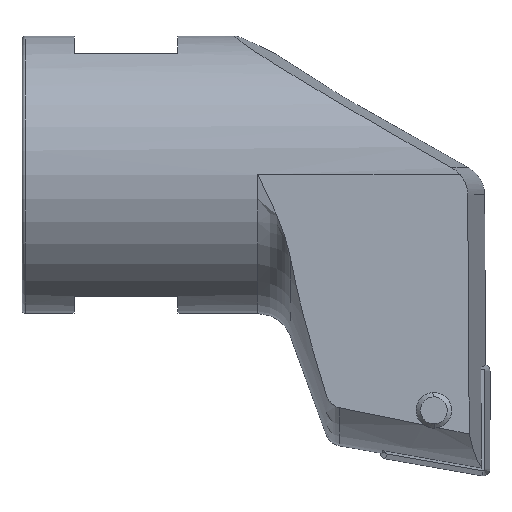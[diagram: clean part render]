
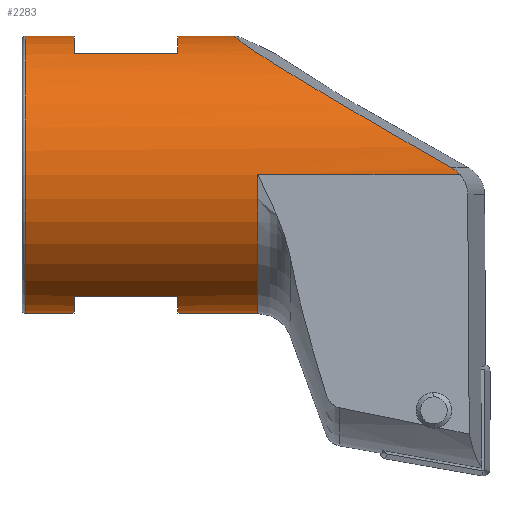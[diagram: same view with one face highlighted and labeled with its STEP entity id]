
A CAD part, front view. The second image highlights one B-rep face of the part: STEP entity #2283.
In plain terms, the highlighted cylindrical face has radius 8 mm (diameter 16 mm), a partial arc.
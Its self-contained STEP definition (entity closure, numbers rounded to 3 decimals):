
#141 = DIRECTION ( 'NONE',  ( 1., 0., 0. ) ) ;
#196 = CARTESIAN_POINT ( 'NONE',  ( -1.719, -8., 17.375 ) ) ;
#199 = ORIENTED_EDGE ( 'NONE', *, *, #2395, .F. ) ;
#236 = CARTESIAN_POINT ( 'NONE',  ( -18., 0., 25.375 ) ) ;
#237 = CARTESIAN_POINT ( 'NONE',  ( -2.204, -7.99, 17.774 ) ) ;
#241 = VERTEX_POINT ( 'NONE', #4440 ) ;
#249 = DIRECTION ( 'NONE',  ( 1., 0., 0. ) ) ;
#253 = B_SPLINE_CURVE_WITH_KNOTS ( 'NONE', 3,
 ( #196, #3953, #853, #1254 ),
 .UNSPECIFIED., .F., .F.,
 ( 4, 4 ),
 ( 0., 0.001 ),
 .UNSPECIFIED. ) ;
#272 = ORIENTED_EDGE ( 'NONE', *, *, #2055, .T. ) ;
#286 = ORIENTED_EDGE ( 'NONE', *, *, #515, .T. ) ;
#298 = ORIENTED_EDGE ( 'NONE', *, *, #2338, .F. ) ;
#308 = EDGE_CURVE ( 'NONE', #1980, #4031, #3157, .T. ) ;
#313 =( BOUNDED_CURVE ( )  B_SPLINE_CURVE ( 3, ( #1505, #1890, #3576, #1197 ),
 .UNSPECIFIED., .F., .T. ) 
 B_SPLINE_CURVE_WITH_KNOTS ( ( 4, 4 ),
 ( 6.214, 7.735 ),
 .UNSPECIFIED. ) 
 CURVE ( )  GEOMETRIC_REPRESENTATION_ITEM ( )  RATIONAL_B_SPLINE_CURVE ( ( 1., 0.816, 0.816, 1. ) ) 
 REPRESENTATION_ITEM ( '' )  );
#448 = EDGE_CURVE ( 'NONE', #4224, #4283, #253, .T. ) ;
#515 = EDGE_CURVE ( 'NONE', #1738, #4430, #2502, .T. ) ;
#527 = CARTESIAN_POINT ( 'NONE',  ( -52.034, -8., 17.375 ) ) ;
#636 = EDGE_CURVE ( 'NONE', #1913, #4031, #2017, .T. ) ;
#665 = CYLINDRICAL_SURFACE ( 'NONE', #3744, 8. ) ;
#673 = DIRECTION ( 'NONE',  ( 1., 0., 0. ) ) ;
#678 = CARTESIAN_POINT ( 'NONE',  ( -13.4, 0., 17.375 ) ) ;
#682 = DIRECTION ( 'NONE',  ( 0., 0., 1. ) ) ;
#781 = VECTOR ( 'NONE', #3816, 1000. ) ;
#803 = CARTESIAN_POINT ( 'NONE',  ( -18., 0., 17.375 ) ) ;
#853 = CARTESIAN_POINT ( 'NONE',  ( -2.019, -7.995, 17.669 ) ) ;
#877 = EDGE_CURVE ( 'NONE', #4224, #3016, #888, .T. ) ;
#888 = LINE ( 'NONE', #527, #4014 ) ;
#936 = DIRECTION ( 'NONE',  ( 1., 0., 0. ) ) ;
#940 = VERTEX_POINT ( 'NONE', #236 ) ;
#980 = CARTESIAN_POINT ( 'NONE',  ( -18., 0., 17.375 ) ) ;
#1046 = EDGE_CURVE ( 'NONE', #241, #1718, #3041, .T. ) ;
#1113 = EDGE_LOOP ( 'NONE', ( #3879, #4337, #1151, #3245, #1455, #1314, #199, #2405, #1944, #272, #1137, #298, #286, #3486, #3408 ) ) ;
#1137 = ORIENTED_EDGE ( 'NONE', *, *, #1200, .T. ) ;
#1151 = ORIENTED_EDGE ( 'NONE', *, *, #877, .F. ) ;
#1182 = VERTEX_POINT ( 'NONE', #1194 ) ;
#1184 = CARTESIAN_POINT ( 'NONE',  ( -26.8, 0., 25.375 ) ) ;
#1190 = CARTESIAN_POINT ( 'NONE',  ( -18., -3.873, 24.375 ) ) ;
#1194 = CARTESIAN_POINT ( 'NONE',  ( -14.685, 0., 25.375 ) ) ;
#1197 = CARTESIAN_POINT ( 'NONE',  ( -2.204, -7.99, 17.774 ) ) ;
#1200 = EDGE_CURVE ( 'NONE', #2112, #2871, #1907, .T. ) ;
#1248 = DIRECTION ( 'NONE',  ( -1., 0., 0. ) ) ;
#1254 = CARTESIAN_POINT ( 'NONE',  ( -2.204, -7.99, 17.774 ) ) ;
#1294 = CARTESIAN_POINT ( 'NONE',  ( -1.719, -8., 17.375 ) ) ;
#1295 = DIRECTION ( 'NONE',  ( -1., 0., 0. ) ) ;
#1314 = ORIENTED_EDGE ( 'NONE', *, *, #3783, .T. ) ;
#1315 = CARTESIAN_POINT ( 'NONE',  ( -28.597, -3.873, 24.375 ) ) ;
#1397 = DIRECTION ( 'NONE',  ( -1., 0., 0. ) ) ;
#1455 = ORIENTED_EDGE ( 'NONE', *, *, #3988, .F. ) ;
#1505 = CARTESIAN_POINT ( 'NONE',  ( -14.685, 0., 25.375 ) ) ;
#1522 = DIRECTION ( 'NONE',  ( 0., 0., -1. ) ) ;
#1537 = DIRECTION ( 'NONE',  ( -1., 0., 0. ) ) ;
#1647 = DIRECTION ( 'NONE',  ( -1., 0., 0. ) ) ;
#1683 = AXIS2_PLACEMENT_3D ( 'NONE', #2633, #1537, #2960 ) ;
#1718 = VERTEX_POINT ( 'NONE', #1190 ) ;
#1738 = VERTEX_POINT ( 'NONE', #2983 ) ;
#1766 = VECTOR ( 'NONE', #936, 1000. ) ;
#1783 = VECTOR ( 'NONE', #4111, 1000. ) ;
#1803 = DIRECTION ( 'NONE',  ( 0., 0., 1. ) ) ;
#1867 = CIRCLE ( 'NONE', #2231, 8. ) ;
#1885 = VERTEX_POINT ( 'NONE', #2042 ) ;
#1890 = CARTESIAN_POINT ( 'NONE',  ( -15.238, -4.503, 25.375 ) ) ;
#1907 = CIRCLE ( 'NONE', #2639, 8. ) ;
#1913 = VERTEX_POINT ( 'NONE', #2340 ) ;
#1944 = ORIENTED_EDGE ( 'NONE', *, *, #4429, .F. ) ;
#1980 = VERTEX_POINT ( 'NONE', #2430 ) ;
#2017 = LINE ( 'NONE', #3702, #4093 ) ;
#2028 = EDGE_CURVE ( 'NONE', #4430, #1980, #2496, .T. ) ;
#2042 = CARTESIAN_POINT ( 'NONE',  ( -24., 0., 25.375 ) ) ;
#2044 = DIRECTION ( 'NONE',  ( 0., 0., -1. ) ) ;
#2055 = EDGE_CURVE ( 'NONE', #1885, #2112, #3137, .T. ) ;
#2112 = VERTEX_POINT ( 'NONE', #1184 ) ;
#2157 = VECTOR ( 'NONE', #1397, 1000. ) ;
#2199 = CARTESIAN_POINT ( 'NONE',  ( -13.4, -8., 17.375 ) ) ;
#2231 = AXIS2_PLACEMENT_3D ( 'NONE', #2516, #141, #2539 ) ;
#2283 = ADVANCED_FACE ( 'NONE', ( #3406 ), #665, .T. ) ;
#2338 = EDGE_CURVE ( 'NONE', #1738, #2871, #2726, .T. ) ;
#2340 = CARTESIAN_POINT ( 'NONE',  ( -13.4, 0., 9.375 ) ) ;
#2367 = VECTOR ( 'NONE', #3479, 1000. ) ;
#2395 = EDGE_CURVE ( 'NONE', #1718, #940, #2511, .T. ) ;
#2405 = ORIENTED_EDGE ( 'NONE', *, *, #1046, .F. ) ;
#2430 = CARTESIAN_POINT ( 'NONE',  ( -18., -3.873, 10.375 ) ) ;
#2467 = CARTESIAN_POINT ( 'NONE',  ( -28.597, 0., 25.375 ) ) ;
#2496 = LINE ( 'NONE', #3883, #781 ) ;
#2502 = CIRCLE ( 'NONE', #1683, 8. ) ;
#2511 = CIRCLE ( 'NONE', #3090, 8. ) ;
#2516 = CARTESIAN_POINT ( 'NONE',  ( -24., 0., 17.375 ) ) ;
#2539 = DIRECTION ( 'NONE',  ( 0., 0., -1. ) ) ;
#2579 = CARTESIAN_POINT ( 'NONE',  ( -18., 0., 9.375 ) ) ;
#2633 = CARTESIAN_POINT ( 'NONE',  ( -24., 0., 17.375 ) ) ;
#2639 = AXIS2_PLACEMENT_3D ( 'NONE', #3351, #249, #1522 ) ;
#2685 = DIRECTION ( 'NONE',  ( 0., 0., 1. ) ) ;
#2688 = DIRECTION ( 'NONE',  ( -1., 0., 0. ) ) ;
#2726 = LINE ( 'NONE', #3424, #1783 ) ;
#2818 = EDGE_CURVE ( 'NONE', #1913, #3016, #3532, .T. ) ;
#2835 = DIRECTION ( 'NONE',  ( -1., 0., 0. ) ) ;
#2871 = VERTEX_POINT ( 'NONE', #3726 ) ;
#2960 = DIRECTION ( 'NONE',  ( 0., 0., 1. ) ) ;
#2983 = CARTESIAN_POINT ( 'NONE',  ( -24., 0., 9.375 ) ) ;
#3016 = VERTEX_POINT ( 'NONE', #2199 ) ;
#3041 = LINE ( 'NONE', #1315, #1766 ) ;
#3090 = AXIS2_PLACEMENT_3D ( 'NONE', #980, #1295, #2685 ) ;
#3137 = LINE ( 'NONE', #3859, #2367 ) ;
#3157 = CIRCLE ( 'NONE', #3660, 8. ) ;
#3245 = ORIENTED_EDGE ( 'NONE', *, *, #448, .T. ) ;
#3351 = CARTESIAN_POINT ( 'NONE',  ( -26.8, 0., 17.375 ) ) ;
#3406 = FACE_OUTER_BOUND ( 'NONE', #1113, .T. ) ;
#3408 = ORIENTED_EDGE ( 'NONE', *, *, #308, .T. ) ;
#3424 = CARTESIAN_POINT ( 'NONE',  ( -28.597, 0., 9.375 ) ) ;
#3479 = DIRECTION ( 'NONE',  ( -1., 0., 0. ) ) ;
#3486 = ORIENTED_EDGE ( 'NONE', *, *, #2028, .T. ) ;
#3532 = CIRCLE ( 'NONE', #3891, 8. ) ;
#3576 = CARTESIAN_POINT ( 'NONE',  ( -10.141, -7.765, 22.271 ) ) ;
#3581 = CARTESIAN_POINT ( 'NONE',  ( -24., -3.873, 10.375 ) ) ;
#3660 = AXIS2_PLACEMENT_3D ( 'NONE', #803, #673, #2044 ) ;
#3702 = CARTESIAN_POINT ( 'NONE',  ( -28.597, 0., 9.375 ) ) ;
#3726 = CARTESIAN_POINT ( 'NONE',  ( -26.8, 0., 9.375 ) ) ;
#3744 = AXIS2_PLACEMENT_3D ( 'NONE', #3785, #1647, #682 ) ;
#3783 = EDGE_CURVE ( 'NONE', #1182, #940, #4172, .T. ) ;
#3785 = CARTESIAN_POINT ( 'NONE',  ( -28.597, 0., 17.375 ) ) ;
#3816 = DIRECTION ( 'NONE',  ( 1., 0., 0. ) ) ;
#3859 = CARTESIAN_POINT ( 'NONE',  ( -28.597, 0., 25.375 ) ) ;
#3879 = ORIENTED_EDGE ( 'NONE', *, *, #636, .F. ) ;
#3883 = CARTESIAN_POINT ( 'NONE',  ( -28.597, -3.873, 10.375 ) ) ;
#3891 = AXIS2_PLACEMENT_3D ( 'NONE', #678, #2835, #1803 ) ;
#3953 = CARTESIAN_POINT ( 'NONE',  ( -1.858, -8., 17.536 ) ) ;
#3988 = EDGE_CURVE ( 'NONE', #1182, #4283, #313, .T. ) ;
#4014 = VECTOR ( 'NONE', #1248, 1000. ) ;
#4031 = VERTEX_POINT ( 'NONE', #2579 ) ;
#4093 = VECTOR ( 'NONE', #2688, 1000. ) ;
#4111 = DIRECTION ( 'NONE',  ( -1., 0., 0. ) ) ;
#4172 = LINE ( 'NONE', #2467, #2157 ) ;
#4224 = VERTEX_POINT ( 'NONE', #1294 ) ;
#4283 = VERTEX_POINT ( 'NONE', #237 ) ;
#4337 = ORIENTED_EDGE ( 'NONE', *, *, #2818, .T. ) ;
#4429 = EDGE_CURVE ( 'NONE', #1885, #241, #1867, .T. ) ;
#4430 = VERTEX_POINT ( 'NONE', #3581 ) ;
#4440 = CARTESIAN_POINT ( 'NONE',  ( -24., -3.873, 24.375 ) ) ;
